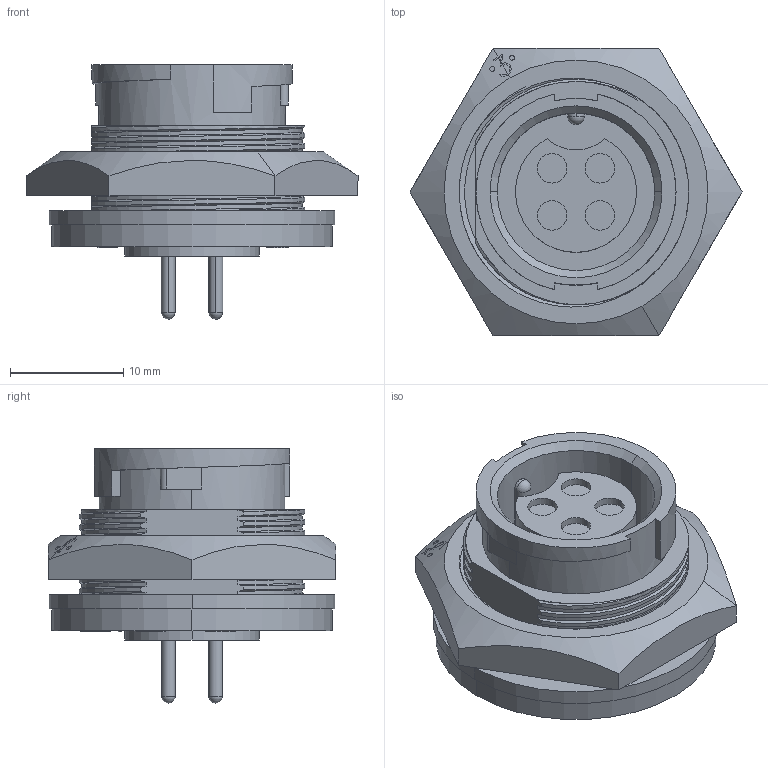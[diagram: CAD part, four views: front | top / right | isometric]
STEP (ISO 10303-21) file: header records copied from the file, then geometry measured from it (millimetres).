
FILE_DESCRIPTION (( 'STEP AP203' ), '1' );
FILE_NAME ('4381-4SG-300.STEP', '2013-10-15T15:41:16', ( 'J0FPBF1' ), ( '' ), 'SwSTEP 2.0', 'SolidWorks 2012', '' );
FILE_SCHEMA (( 'CONFIG_CONTROL_DESIGN' ));
Length unit declared in the file: inch
Products named in the file (1): 4381-4SG-300
Bounding box: 29.33 x 25.4 x 22.47 mm (x, y, z)
Volume: 5257.6 mm3; surface area: 4001.9 mm2
Topology: 2 solids, 2 shells, 316 faces, 860 edges, 570 vertices
Faces by surface type: plane 142, cylinder 76, bspline 75, cone 14, sphere 5, torus 4
Entity records: 18188 total; most frequent: CARTESIAN_POINT 11064, ORIENTED_EDGE 1692, DIRECTION 1112, EDGE_CURVE 846, VERTEX_POINT 561, VECTOR 422, LINE 422, AXIS2_PLACEMENT_3D 345
